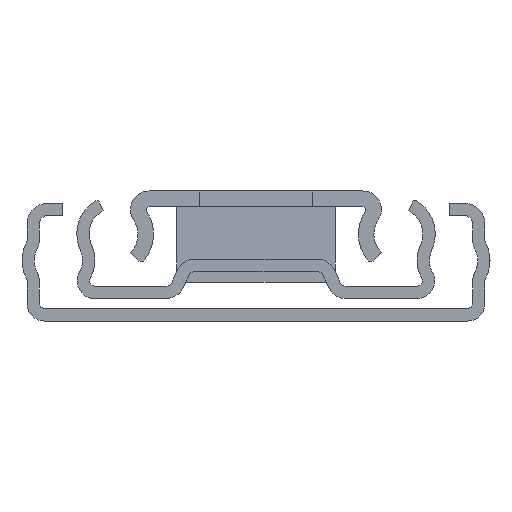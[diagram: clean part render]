
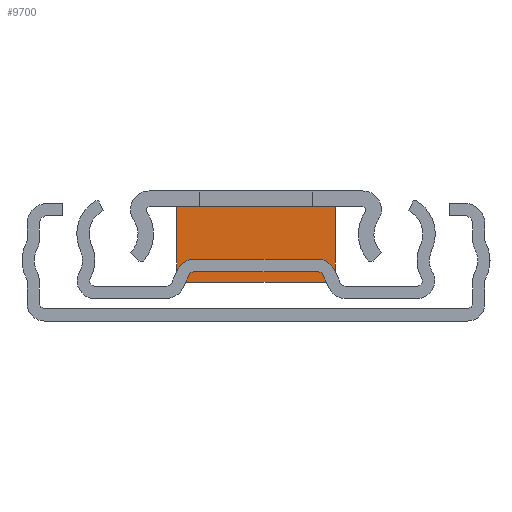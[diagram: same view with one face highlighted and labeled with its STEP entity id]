
A CAD part, left-side view. The second image highlights one B-rep face of the part: STEP entity #9700.
In plain terms, the highlighted planar face has unit normal (-1, 0, 0).
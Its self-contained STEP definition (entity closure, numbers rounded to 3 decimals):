
#83 = ORIENTED_EDGE ( 'NONE', *, *, #5521, .F. ) ;
#179 = EDGE_CURVE ( 'NONE', #1418, #4383, #3726, .T. ) ;
#406 = CARTESIAN_POINT ( 'NONE',  ( -1.5, -7.75, -8.907 ) ) ;
#722 = ORIENTED_EDGE ( 'NONE', *, *, #4775, .T. ) ;
#1070 = LINE ( 'NONE', #10145, #10205 ) ;
#1418 = VERTEX_POINT ( 'NONE', #4190 ) ;
#1761 = VERTEX_POINT ( 'NONE', #5457 ) ;
#2223 = PLANE ( 'NONE',  #10751 ) ;
#2332 = EDGE_LOOP ( 'NONE', ( #722, #83, #7705, #6071 ) ) ;
#2629 = DIRECTION ( 'NONE',  ( 0., 0., 1. ) ) ;
#3726 = LINE ( 'NONE', #406, #6518 ) ;
#4081 = DIRECTION ( 'NONE',  ( 1., 0., 0. ) ) ;
#4089 = VECTOR ( 'NONE', #5846, 1000. ) ;
#4151 = CARTESIAN_POINT ( 'NONE',  ( -1.5, -7.75, -1.507 ) ) ;
#4190 = CARTESIAN_POINT ( 'NONE',  ( -1.5, -7.75, -8.907 ) ) ;
#4204 = LINE ( 'NONE', #4151, #4089 ) ;
#4383 = VERTEX_POINT ( 'NONE', #10029 ) ;
#4749 = VERTEX_POINT ( 'NONE', #7601 ) ;
#4775 = EDGE_CURVE ( 'NONE', #4383, #4749, #4204, .T. ) ;
#5457 = CARTESIAN_POINT ( 'NONE',  ( -1.5, 7.75, -8.907 ) ) ;
#5521 = EDGE_CURVE ( 'NONE', #1761, #4749, #1070, .T. ) ;
#5674 = FACE_OUTER_BOUND ( 'NONE', #2332, .T. ) ;
#5846 = DIRECTION ( 'NONE',  ( 0., 1., 0. ) ) ;
#6071 = ORIENTED_EDGE ( 'NONE', *, *, #179, .T. ) ;
#6194 = DIRECTION ( 'NONE',  ( 0., 0., 1. ) ) ;
#6518 = VECTOR ( 'NONE', #6194, 1000. ) ;
#6550 = VECTOR ( 'NONE', #10381, 1000. ) ;
#7021 = LINE ( 'NONE', #7804, #6550 ) ;
#7601 = CARTESIAN_POINT ( 'NONE',  ( -1.5, 7.75, -1.507 ) ) ;
#7705 = ORIENTED_EDGE ( 'NONE', *, *, #10027, .F. ) ;
#7804 = CARTESIAN_POINT ( 'NONE',  ( -1.5, -7.75, -8.907 ) ) ;
#8248 = DIRECTION ( 'NONE',  ( 0., 1., 0. ) ) ;
#9081 = CARTESIAN_POINT ( 'NONE',  ( -1.5, -7.75, -8.907 ) ) ;
#9700 = ADVANCED_FACE ( 'NONE', ( #5674 ), #2223, .F. ) ;
#10027 = EDGE_CURVE ( 'NONE', #1418, #1761, #7021, .T. ) ;
#10029 = CARTESIAN_POINT ( 'NONE',  ( -1.5, -7.75, -1.507 ) ) ;
#10145 = CARTESIAN_POINT ( 'NONE',  ( -1.5, 7.75, -8.907 ) ) ;
#10205 = VECTOR ( 'NONE', #2629, 1000. ) ;
#10381 = DIRECTION ( 'NONE',  ( 0., 1., 0. ) ) ;
#10751 = AXIS2_PLACEMENT_3D ( 'NONE', #9081, #4081, #8248 ) ;
